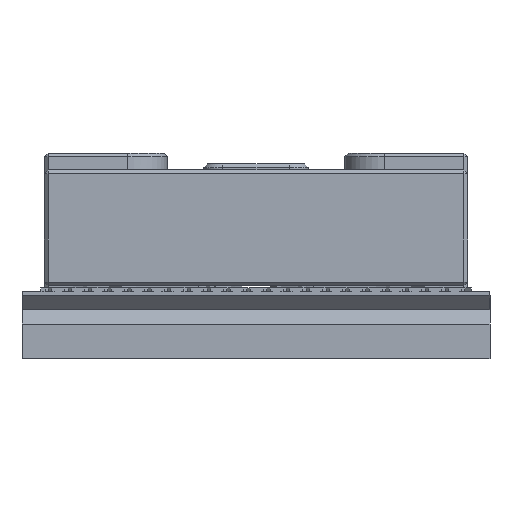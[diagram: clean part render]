
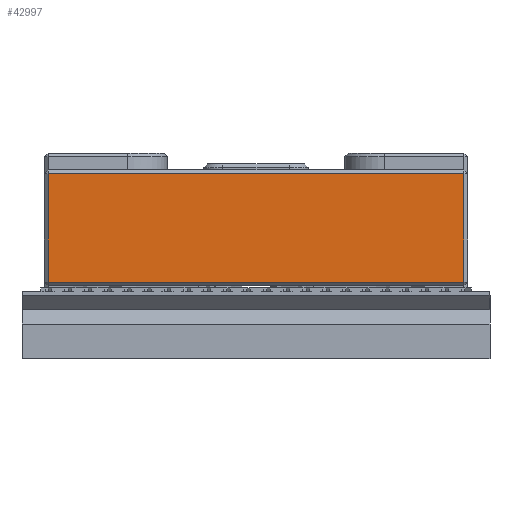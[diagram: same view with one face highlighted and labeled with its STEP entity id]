
A CAD part, front view. The second image highlights one B-rep face of the part: STEP entity #42997.
In plain terms, the highlighted planar face has unit normal (0, -1, 0).
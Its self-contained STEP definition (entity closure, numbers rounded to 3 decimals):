
#9068=ORIENTED_EDGE('',*,*,#17380,.F.);
#9069=ORIENTED_EDGE('',*,*,#17381,.T.);
#9070=ORIENTED_EDGE('',*,*,#17382,.T.);
#9071=ORIENTED_EDGE('',*,*,#17383,.F.);
#17380=EDGE_CURVE('',#22147,#22148,#27263,.T.);
#17381=EDGE_CURVE('',#22147,#22149,#27264,.T.);
#17382=EDGE_CURVE('',#22149,#22150,#27265,.T.);
#17383=EDGE_CURVE('',#22148,#22150,#27266,.T.);
#22147=VERTEX_POINT('',#66796);
#22148=VERTEX_POINT('',#66797);
#22149=VERTEX_POINT('',#66799);
#22150=VERTEX_POINT('',#66801);
#27263=LINE('',#66795,#32711);
#27264=LINE('',#66798,#32712);
#27265=LINE('',#66800,#32713);
#27266=LINE('',#66802,#32714);
#32711=VECTOR('',#54028,1000.);
#32712=VECTOR('',#54029,1000.);
#32713=VECTOR('',#54030,1000.);
#32714=VECTOR('',#54031,1000.);
#35897=EDGE_LOOP('',(#9068,#9069,#9070,#9071));
#38523=FACE_BOUND('',#35897,.T.);
#40887=PLANE('',#45551);
#42997=ADVANCED_FACE('',(#38523),#40887,.F.);
#45551=AXIS2_PLACEMENT_3D('',#66794,#54026,#54027);
#54026=DIRECTION('',(0.,1.,0.));
#54027=DIRECTION('',(0.,0.,1.));
#54028=DIRECTION('',(-1.,0.,0.));
#54029=DIRECTION('',(0.,0.,1.));
#54030=DIRECTION('',(-1.,0.,0.));
#54031=DIRECTION('',(0.,0.,1.));
#66794=CARTESIAN_POINT('',(-19.996,-28.249,6.883));
#66795=CARTESIAN_POINT('',(-1.601,-28.249,8.2));
#66796=CARTESIAN_POINT('',(22.23,-28.249,8.2));
#66797=CARTESIAN_POINT('',(-22.23,-28.249,8.2));
#66798=CARTESIAN_POINT('',(22.23,-28.249,6.883));
#66799=CARTESIAN_POINT('',(22.23,-28.249,19.8));
#66800=CARTESIAN_POINT('',(-19.996,-28.249,19.8));
#66801=CARTESIAN_POINT('',(-22.23,-28.249,19.8));
#66802=CARTESIAN_POINT('',(-22.23,-28.249,6.883));
